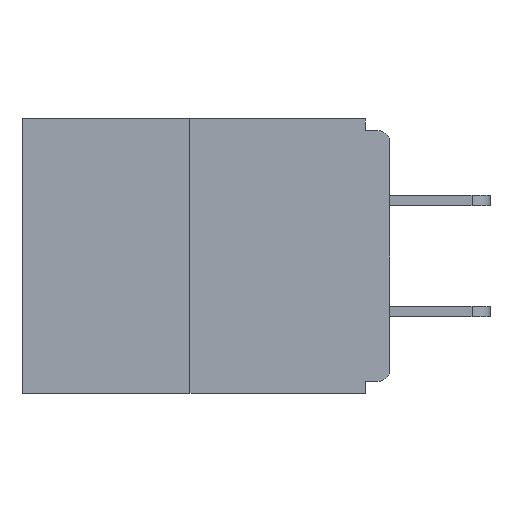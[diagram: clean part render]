
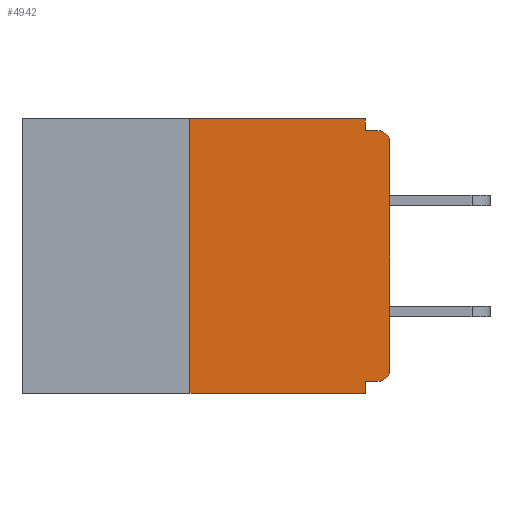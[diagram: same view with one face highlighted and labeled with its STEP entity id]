
A CAD part, left-side view. The second image highlights one B-rep face of the part: STEP entity #4942.
In plain terms, the highlighted planar face has unit normal (-1, 0, 0).
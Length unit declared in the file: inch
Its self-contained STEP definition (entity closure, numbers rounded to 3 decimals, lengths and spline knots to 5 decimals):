
#24 = VERTEX_POINT ( 'NONE', #6911 ) ;
#148 = CARTESIAN_POINT ( 'NONE',  ( 0., 0.25, -0.343 ) ) ;
#179 = VERTEX_POINT ( 'NONE', #2679 ) ;
#496 = CARTESIAN_POINT ( 'NONE',  ( 0., 0.031, 0. ) ) ;
#578 = VERTEX_POINT ( 'NONE', #6841 ) ;
#771 = CARTESIAN_POINT ( 'NONE',  ( 0., 0.031, -0.015 ) ) ;
#798 = ORIENTED_EDGE ( 'NONE', *, *, #4769, .T. ) ;
#998 = ORIENTED_EDGE ( 'NONE', *, *, #2037, .F. ) ;
#1069 = VERTEX_POINT ( 'NONE', #7848 ) ;
#1236 = VECTOR ( 'NONE', #5703, 39.37008 ) ;
#1287 = EDGE_CURVE ( 'NONE', #9252, #12075, #7903, .T. ) ;
#1316 = CARTESIAN_POINT ( 'NONE',  ( 0., 0.031, -0.343 ) ) ;
#1445 = VECTOR ( 'NONE', #12497, 39.37008 ) ;
#1586 = VERTEX_POINT ( 'NONE', #148 ) ;
#2036 = CARTESIAN_POINT ( 'NONE',  ( 0., 0.25, 0. ) ) ;
#2037 = EDGE_CURVE ( 'NONE', #9857, #6281, #4820, .T. ) ;
#2234 = CARTESIAN_POINT ( 'NONE',  ( 0., 0., -0.313 ) ) ;
#2272 = DIRECTION ( 'NONE',  ( 0., 0., 1. ) ) ;
#2293 = EDGE_CURVE ( 'NONE', #179, #9857, #10937, .T. ) ;
#2368 = AXIS2_PLACEMENT_3D ( 'NONE', #13684, #9428, #13833 ) ;
#2407 = LINE ( 'NONE', #4619, #1236 ) ;
#2679 = CARTESIAN_POINT ( 'NONE',  ( 0., 0.015, -0.328 ) ) ;
#3347 = AXIS2_PLACEMENT_3D ( 'NONE', #6621, #12125, #7619 ) ;
#3462 = DIRECTION ( 'NONE',  ( 0., 0., -1. ) ) ;
#3613 = VECTOR ( 'NONE', #5895, 39.37008 ) ;
#4143 = VECTOR ( 'NONE', #3462, 39.37008 ) ;
#4556 = ORIENTED_EDGE ( 'NONE', *, *, #10902, .T. ) ;
#4619 = CARTESIAN_POINT ( 'NONE',  ( 0., 0.46, 0. ) ) ;
#4769 = EDGE_CURVE ( 'NONE', #1586, #6281, #10268, .T. ) ;
#4801 = EDGE_CURVE ( 'NONE', #24, #9252, #7030, .T. ) ;
#4820 = LINE ( 'NONE', #1316, #4143 ) ;
#4942 = ADVANCED_FACE ( 'NONE', ( #8909 ), #13781, .F. ) ;
#5462 = VECTOR ( 'NONE', #8465, 39.37008 ) ;
#5703 = DIRECTION ( 'NONE',  ( 0., -1., 0. ) ) ;
#5895 = DIRECTION ( 'NONE',  ( 0., 0., -1. ) ) ;
#6250 = CARTESIAN_POINT ( 'NONE',  ( 0., 0., -0.328 ) ) ;
#6281 = VERTEX_POINT ( 'NONE', #10927 ) ;
#6299 = DIRECTION ( 'NONE',  ( -1., 0., 0. ) ) ;
#6345 = ORIENTED_EDGE ( 'NONE', *, *, #7203, .F. ) ;
#6457 = ORIENTED_EDGE ( 'NONE', *, *, #6712, .F. ) ;
#6557 = EDGE_CURVE ( 'NONE', #1069, #12075, #10402, .T. ) ;
#6621 = CARTESIAN_POINT ( 'NONE',  ( 0., 0.015, -0.03 ) ) ;
#6699 = VECTOR ( 'NONE', #10228, 39.37008 ) ;
#6712 = EDGE_CURVE ( 'NONE', #578, #24, #2407, .T. ) ;
#6720 = CARTESIAN_POINT ( 'NONE',  ( 0., 0., 0. ) ) ;
#6841 = CARTESIAN_POINT ( 'NONE',  ( 0., 0.25, 0. ) ) ;
#6911 = CARTESIAN_POINT ( 'NONE',  ( 0., 0.031, 0. ) ) ;
#7030 = LINE ( 'NONE', #496, #3613 ) ;
#7060 = CARTESIAN_POINT ( 'NONE',  ( 0., 0.031, -0.328 ) ) ;
#7203 = EDGE_CURVE ( 'NONE', #1586, #578, #10570, .T. ) ;
#7619 = DIRECTION ( 'NONE',  ( 0., 0., -1. ) ) ;
#7801 = CIRCLE ( 'NONE', #13426, 0.015 ) ;
#7806 = CARTESIAN_POINT ( 'NONE',  ( 0., 0.015, -0.015 ) ) ;
#7848 = CARTESIAN_POINT ( 'NONE',  ( 0., 0., -0.03 ) ) ;
#7903 = LINE ( 'NONE', #12543, #1445 ) ;
#8003 = EDGE_LOOP ( 'NONE', ( #6457, #6345, #798, #998, #9338, #4556, #12717, #11373, #10551, #10374 ) ) ;
#8092 = CARTESIAN_POINT ( 'NONE',  ( 0., 0.46, -0.343 ) ) ;
#8465 = DIRECTION ( 'NONE',  ( 0., 0., 1. ) ) ;
#8909 = FACE_OUTER_BOUND ( 'NONE', #8003, .T. ) ;
#8942 = VERTEX_POINT ( 'NONE', #2234 ) ;
#9252 = VERTEX_POINT ( 'NONE', #771 ) ;
#9338 = ORIENTED_EDGE ( 'NONE', *, *, #2293, .F. ) ;
#9409 = VECTOR ( 'NONE', #12554, 39.37008 ) ;
#9428 = DIRECTION ( 'NONE',  ( 1., 0., 0. ) ) ;
#9479 = CARTESIAN_POINT ( 'NONE',  ( 0., 0.015, -0.313 ) ) ;
#9857 = VERTEX_POINT ( 'NONE', #7060 ) ;
#10228 = DIRECTION ( 'NONE',  ( 0., -1., 0. ) ) ;
#10268 = LINE ( 'NONE', #8092, #6699 ) ;
#10374 = ORIENTED_EDGE ( 'NONE', *, *, #4801, .F. ) ;
#10402 = CIRCLE ( 'NONE', #3347, 0.015 ) ;
#10484 = DIRECTION ( 'NONE',  ( 0., 0., -1. ) ) ;
#10551 = ORIENTED_EDGE ( 'NONE', *, *, #1287, .F. ) ;
#10570 = LINE ( 'NONE', #2036, #5462 ) ;
#10902 = EDGE_CURVE ( 'NONE', #179, #8942, #7801, .T. ) ;
#10927 = CARTESIAN_POINT ( 'NONE',  ( 0., 0.031, -0.343 ) ) ;
#10937 = LINE ( 'NONE', #6250, #9409 ) ;
#11373 = ORIENTED_EDGE ( 'NONE', *, *, #6557, .T. ) ;
#11691 = EDGE_CURVE ( 'NONE', #8942, #1069, #13047, .T. ) ;
#12075 = VERTEX_POINT ( 'NONE', #7806 ) ;
#12125 = DIRECTION ( 'NONE',  ( -1., 0., 0. ) ) ;
#12497 = DIRECTION ( 'NONE',  ( 0., -1., 0. ) ) ;
#12543 = CARTESIAN_POINT ( 'NONE',  ( 0., 0., -0.015 ) ) ;
#12554 = DIRECTION ( 'NONE',  ( 0., 1., 0. ) ) ;
#12717 = ORIENTED_EDGE ( 'NONE', *, *, #11691, .T. ) ;
#12720 = VECTOR ( 'NONE', #2272, 39.37008 ) ;
#13047 = LINE ( 'NONE', #6720, #12720 ) ;
#13426 = AXIS2_PLACEMENT_3D ( 'NONE', #9479, #6299, #10484 ) ;
#13684 = CARTESIAN_POINT ( 'NONE',  ( 0., 0.46, 0. ) ) ;
#13781 = PLANE ( 'NONE',  #2368 ) ;
#13833 = DIRECTION ( 'NONE',  ( 0., 0., -1. ) ) ;
